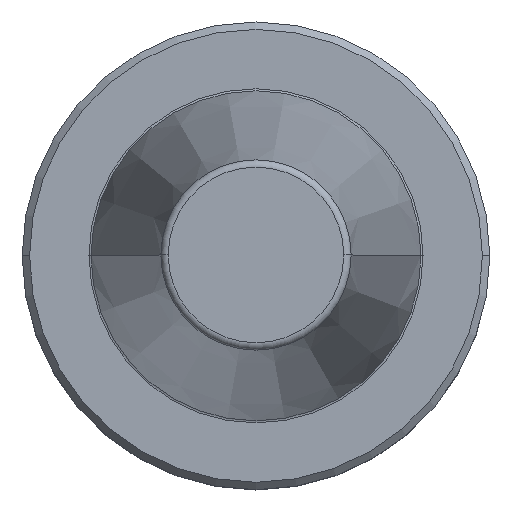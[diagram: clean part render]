
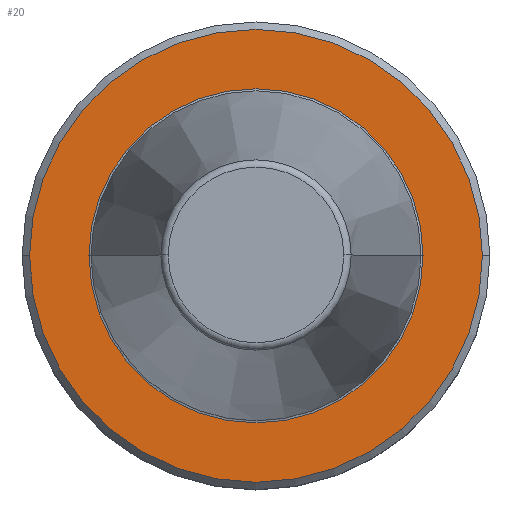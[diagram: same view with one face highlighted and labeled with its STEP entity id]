
A CAD part, top view. The second image highlights one B-rep face of the part: STEP entity #20.
In plain terms, the highlighted planar face has unit normal (0, 0, 1).
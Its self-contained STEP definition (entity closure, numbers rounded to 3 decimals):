
#3 = ORIENTED_EDGE ( 'NONE', *, *, #66, .F. ) ;
#20 = ADVANCED_FACE ( 'NONE', ( #780, #207 ), #107, .F. ) ;
#28 = CIRCLE ( 'NONE', #713, 30.5 ) ;
#66 = EDGE_CURVE ( 'NONE', #675, #899, #157, .T. ) ;
#94 = AXIS2_PLACEMENT_3D ( 'NONE', #614, #809, #645 ) ;
#107 = PLANE ( 'NONE',  #94 ) ;
#147 = DIRECTION ( 'NONE',  ( 0., 0., 1. ) ) ;
#157 = CIRCLE ( 'NONE', #285, 22.5 ) ;
#188 = DIRECTION ( 'NONE',  ( 0., 0., 1. ) ) ;
#207 = FACE_OUTER_BOUND ( 'NONE', #901, .T. ) ;
#209 = AXIS2_PLACEMENT_3D ( 'NONE', #749, #147, #895 ) ;
#258 = ORIENTED_EDGE ( 'NONE', *, *, #418, .T. ) ;
#265 = CARTESIAN_POINT ( 'NONE',  ( 0., 0., -67.4 ) ) ;
#269 = CARTESIAN_POINT ( 'NONE',  ( 22.5, 0., -67.4 ) ) ;
#285 = AXIS2_PLACEMENT_3D ( 'NONE', #265, #188, #345 ) ;
#326 = ORIENTED_EDGE ( 'NONE', *, *, #444, .F. ) ;
#345 = DIRECTION ( 'NONE',  ( 1., 0., 0. ) ) ;
#418 = EDGE_CURVE ( 'NONE', #968, #556, #28, .T. ) ;
#444 = EDGE_CURVE ( 'NONE', #899, #675, #1054, .T. ) ;
#491 = CARTESIAN_POINT ( 'NONE',  ( 0., 0., -67.4 ) ) ;
#515 = DIRECTION ( 'NONE',  ( 1., 0., 0. ) ) ;
#556 = VERTEX_POINT ( 'NONE', #652 ) ;
#614 = CARTESIAN_POINT ( 'NONE',  ( 0., 0., -67.4 ) ) ;
#645 = DIRECTION ( 'NONE',  ( -1., 0., 0. ) ) ;
#651 = DIRECTION ( 'NONE',  ( 0., 0., 1. ) ) ;
#652 = CARTESIAN_POINT ( 'NONE',  ( -30.5, 0., -67.4 ) ) ;
#675 = VERTEX_POINT ( 'NONE', #269 ) ;
#681 = DIRECTION ( 'NONE',  ( 1., 0., 0. ) ) ;
#713 = AXIS2_PLACEMENT_3D ( 'NONE', #1009, #838, #681 ) ;
#745 = ORIENTED_EDGE ( 'NONE', *, *, #1040, .T. ) ;
#749 = CARTESIAN_POINT ( 'NONE',  ( 0., 0., -67.4 ) ) ;
#780 = FACE_BOUND ( 'NONE', #957, .T. ) ;
#809 = DIRECTION ( 'NONE',  ( 0., 0., -1. ) ) ;
#838 = DIRECTION ( 'NONE',  ( 0., 0., 1. ) ) ;
#895 = DIRECTION ( 'NONE',  ( 1., 0., 0. ) ) ;
#899 = VERTEX_POINT ( 'NONE', #1007 ) ;
#901 = EDGE_LOOP ( 'NONE', ( #745, #258 ) ) ;
#933 = AXIS2_PLACEMENT_3D ( 'NONE', #491, #651, #515 ) ;
#957 = EDGE_LOOP ( 'NONE', ( #3, #326 ) ) ;
#968 = VERTEX_POINT ( 'NONE', #1027 ) ;
#985 = CIRCLE ( 'NONE', #933, 30.5 ) ;
#1007 = CARTESIAN_POINT ( 'NONE',  ( -22.5, 0., -67.4 ) ) ;
#1009 = CARTESIAN_POINT ( 'NONE',  ( 0., 0., -67.4 ) ) ;
#1027 = CARTESIAN_POINT ( 'NONE',  ( 30.5, 0., -67.4 ) ) ;
#1040 = EDGE_CURVE ( 'NONE', #556, #968, #985, .T. ) ;
#1054 = CIRCLE ( 'NONE', #209, 22.5 ) ;
